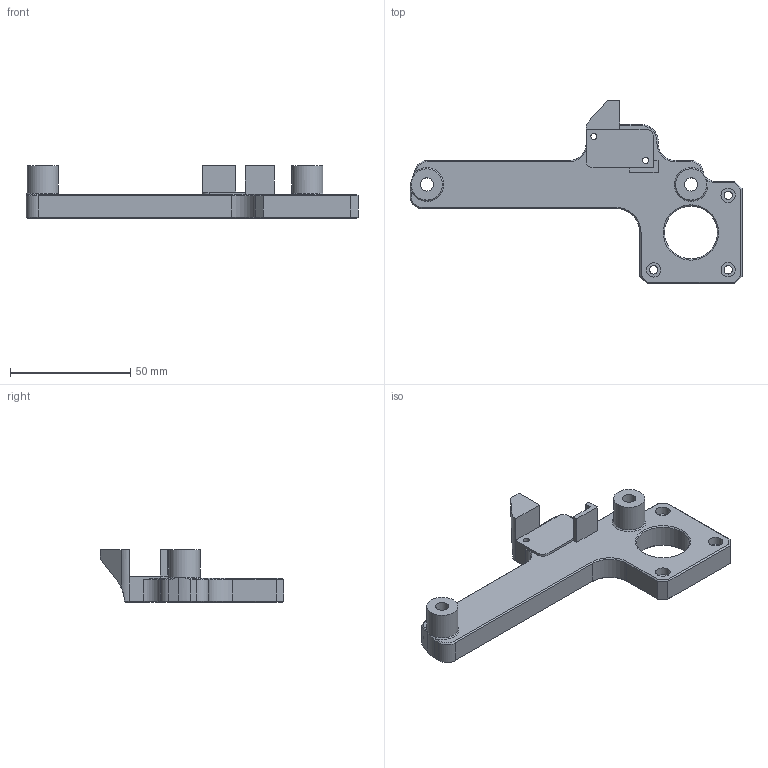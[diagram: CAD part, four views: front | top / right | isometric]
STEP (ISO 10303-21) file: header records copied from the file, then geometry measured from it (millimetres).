
FILE_DESCRIPTION(/* description */ (''),/* implementation_level */ '2;1');
FILE_NAME(/* name */ 'MotorMount_flat.step',/* time_stamp */ '2024-02-09T15:35:20+01:00',/* author */ (''),/* organization */ (''),/* preprocessor_version */ 'ST-DEVELOPER v20',/* originating_system */ 'Autodesk Translation Framework v12.14.0.127',/* authorisation */ '');
FILE_SCHEMA (('AUTOMOTIVE_DESIGN { 1 0 10303 214 3 1 1 }'));
Length unit declared in the file: millimetre
Products named in the file (1): MotorMount_flat
Bounding box: 138.15 x 76.22 x 22 mm (x, y, z)
Volume: 43803.5 mm3; surface area: 15462.3 mm2
Topology: 1 solids, 1 shells, 126 faces, 310 edges, 189 vertices
Faces by surface type: plane 71, cone 29, cylinder 25, bspline 1
Full cylindrical faces by diameter (mm): 2.5 x2, 3.5 x3, 5.5 x2, 6 x3, 13 x2, 22 x1
Entity records: 3761 total; most frequent: CARTESIAN_POINT 717, DIRECTION 626, ORIENTED_EDGE 620, EDGE_CURVE 310, AXIS2_PLACEMENT_3D 209, LINE 208, VECTOR 208, VERTEX_POINT 189
